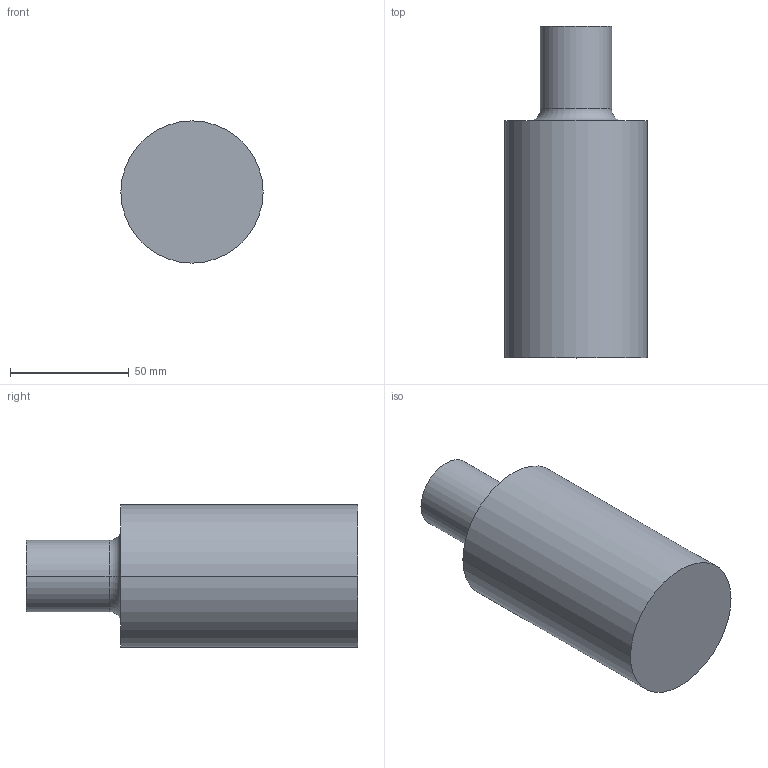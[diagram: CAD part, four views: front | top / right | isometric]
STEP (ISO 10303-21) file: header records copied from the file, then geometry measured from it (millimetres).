
FILE_DESCRIPTION((''),'2;1');
FILE_NAME('SYMMETRIE_01','2025-12-05T14:37:42',('kerstin.kiy'),(''),'CREO PARAMETRIC BY PTC INC, 2023424','CREO PARAMETRIC BY PTC INC, 2023424','');
FILE_SCHEMA(('AUTOMOTIVE_DESIGN { 1 0 10303 214 1 1 1 1 }'));
Length unit declared in the file: millimetre
Products named in the file (1): SYMMETRIE_01
Bounding box: 60 x 140 x 60 mm (x, y, z)
Volume: 311561 mm3; surface area: 28083.2 mm2
Topology: 1 solids, 1 shells, 9 faces, 16 edges, 10 vertices
Faces by surface type: cylinder 4, plane 3, torus 2
Entity records: 510 total; most frequent: DIRECTION 72, CARTESIAN_POINT 54, ORIENTED_EDGE 32, AXIS2_PLACEMENT_3D 31, PROPERTY_DEFINITION 28, REPRESENTATION 27, PROPERTY_DEFINITION_REPRESENTATION 27, GENERAL_PROPERTY 19
